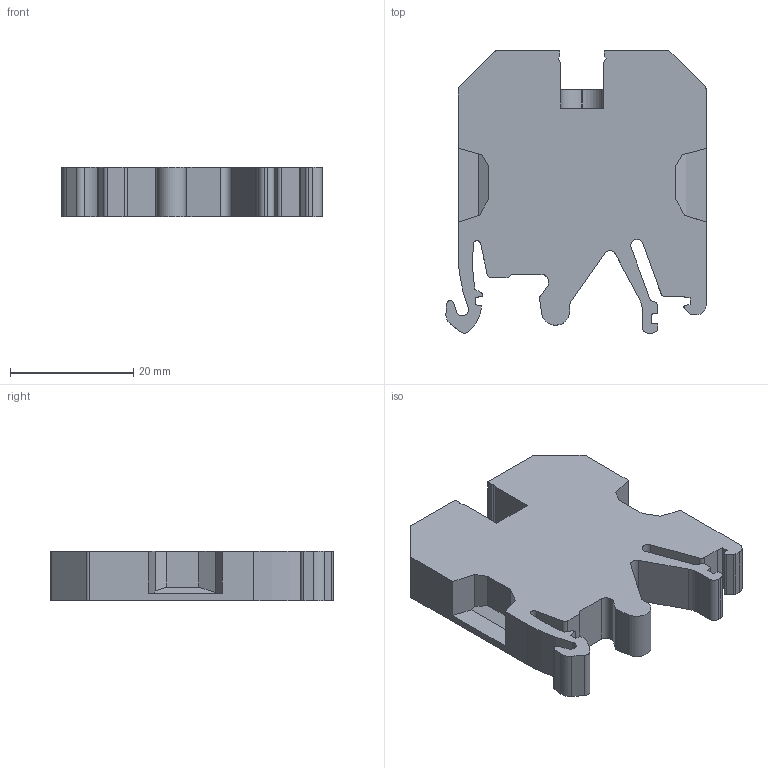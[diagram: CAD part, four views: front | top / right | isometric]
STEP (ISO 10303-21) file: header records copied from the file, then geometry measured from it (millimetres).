
FILE_DESCRIPTION((''),'2;1');
FILE_NAME('6N','2023-06-12T',('dell'),(''),'PRO/ENGINEER BY PARAMETRIC TECHNOLOGY CORPORATION, 2013230','PRO/ENGINEER BY PARAMETRIC TECHNOLOGY CORPORATION, 2013230','');
FILE_SCHEMA(('CONFIG_CONTROL_DESIGN'));
Length unit declared in the file: millimetre
Products named in the file (1): 6N
Bounding box: 42.18 x 45.8 x 8 mm (x, y, z)
Volume: 10758.7 mm3; surface area: 5280.2 mm2
Topology: 1 solids, 1 shells, 105 faces, 303 edges, 202 vertices
Faces by surface type: plane 68, cylinder 37
Entity records: 3489 total; most frequent: CARTESIAN_POINT 610, ORIENTED_EDGE 606, DIRECTION 587, EDGE_CURVE 303, VECTOR 229, LINE 229, VERTEX_POINT 202, AXIS2_PLACEMENT_3D 179
